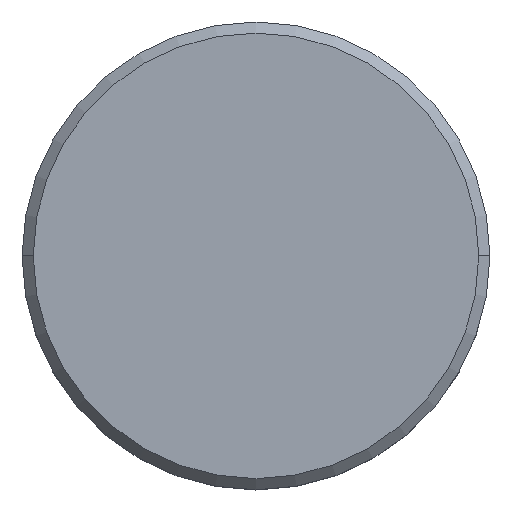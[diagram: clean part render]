
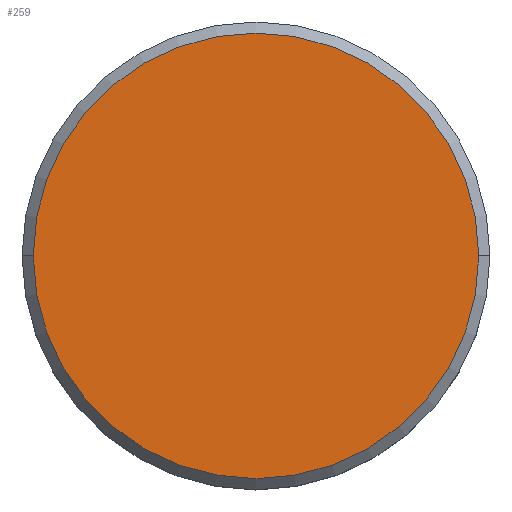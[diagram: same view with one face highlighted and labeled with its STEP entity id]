
A CAD part, top view. The second image highlights one B-rep face of the part: STEP entity #259.
In plain terms, the highlighted planar face has unit normal (0, 0, 1).
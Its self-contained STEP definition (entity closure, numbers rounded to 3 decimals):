
#145 = CARTESIAN_POINT ( 'NONE',  ( 0., 0., 0. ) ) ;
#212 = CARTESIAN_POINT ( 'NONE',  ( 0., 0., 0. ) ) ;
#259 = ADVANCED_FACE ( 'NONE', ( #720 ), #1070, .T. ) ;
#329 = DIRECTION ( 'NONE',  ( 1., 0., 0. ) ) ;
#358 = CARTESIAN_POINT ( 'NONE',  ( 10., 0., 0. ) ) ;
#373 = EDGE_LOOP ( 'NONE', ( #939, #1036 ) ) ;
#376 = EDGE_CURVE ( 'NONE', #650, #1006, #380, .T. ) ;
#380 = CIRCLE ( 'NONE', #1118, 10. ) ;
#404 = CIRCLE ( 'NONE', #1143, 10. ) ;
#627 = DIRECTION ( 'NONE',  ( 0., 0., 1. ) ) ;
#650 = VERTEX_POINT ( 'NONE', #358 ) ;
#701 = CARTESIAN_POINT ( 'NONE',  ( 0., 0., 0. ) ) ;
#720 = FACE_OUTER_BOUND ( 'NONE', #373, .T. ) ;
#755 = AXIS2_PLACEMENT_3D ( 'NONE', #701, #627, #795 ) ;
#795 = DIRECTION ( 'NONE',  ( 1., 0., 0. ) ) ;
#823 = DIRECTION ( 'NONE',  ( 0., 0., 1. ) ) ;
#892 = DIRECTION ( 'NONE',  ( 1., 0., 0. ) ) ;
#939 = ORIENTED_EDGE ( 'NONE', *, *, #1055, .T. ) ;
#956 = DIRECTION ( 'NONE',  ( 0., 0., 1. ) ) ;
#1006 = VERTEX_POINT ( 'NONE', #1140 ) ;
#1036 = ORIENTED_EDGE ( 'NONE', *, *, #376, .T. ) ;
#1055 = EDGE_CURVE ( 'NONE', #1006, #650, #404, .T. ) ;
#1070 = PLANE ( 'NONE',  #755 ) ;
#1118 = AXIS2_PLACEMENT_3D ( 'NONE', #212, #823, #892 ) ;
#1140 = CARTESIAN_POINT ( 'NONE',  ( -10., 0., 0. ) ) ;
#1143 = AXIS2_PLACEMENT_3D ( 'NONE', #145, #956, #329 ) ;
